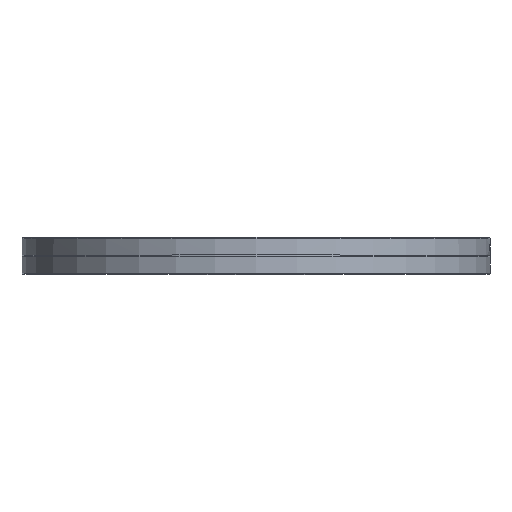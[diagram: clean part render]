
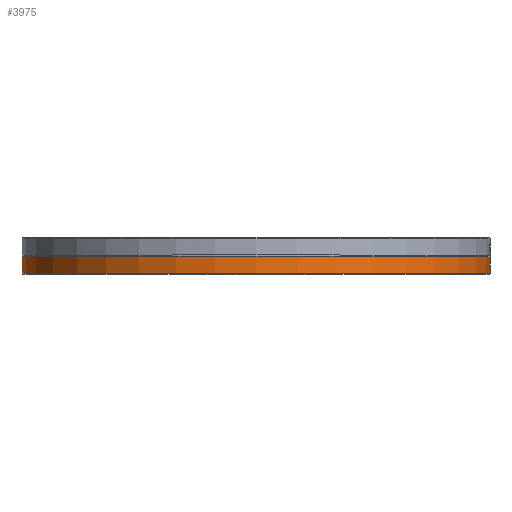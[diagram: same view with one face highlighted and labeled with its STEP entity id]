
A CAD part, top view. The second image highlights one B-rep face of the part: STEP entity #3975.
In plain terms, the highlighted cylindrical face has radius 184.15 mm (diameter 368.3 mm), a full revolution.
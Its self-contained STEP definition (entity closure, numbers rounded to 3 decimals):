
#187=CYLINDRICAL_SURFACE('',#4297,184.15);
#390=FACE_OUTER_BOUND('',#662,.T.);
#662=EDGE_LOOP('',(#2797,#2798,#2799,#2800,#2801,#2802));
#934=LINE('',#6042,#1175);
#1175=VECTOR('',#4889,184.15);
#1457=CIRCLE('',#4295,184.15);
#1458=CIRCLE('',#4296,184.15);
#1459=CIRCLE('',#4298,184.15);
#1460=CIRCLE('',#4299,184.15);
#1716=VERTEX_POINT('',#6032);
#1717=VERTEX_POINT('',#6033);
#1718=VERTEX_POINT('',#6038);
#1719=VERTEX_POINT('',#6039);
#2128=EDGE_CURVE('',#1716,#1717,#1457,.T.);
#2129=EDGE_CURVE('',#1717,#1716,#1458,.T.);
#2131=EDGE_CURVE('',#1718,#1719,#1459,.T.);
#2132=EDGE_CURVE('',#1719,#1718,#1460,.T.);
#2133=EDGE_CURVE('',#1719,#1717,#934,.T.);
#2797=ORIENTED_EDGE('',*,*,#2131,.F.);
#2798=ORIENTED_EDGE('',*,*,#2132,.F.);
#2799=ORIENTED_EDGE('',*,*,#2133,.T.);
#2800=ORIENTED_EDGE('',*,*,#2128,.F.);
#2801=ORIENTED_EDGE('',*,*,#2129,.F.);
#2802=ORIENTED_EDGE('',*,*,#2133,.F.);
#3975=ADVANCED_FACE('',(#390),#187,.T.);
#4295=AXIS2_PLACEMENT_3D('',#6034,#4878,#4879);
#4296=AXIS2_PLACEMENT_3D('',#6035,#4880,#4881);
#4297=AXIS2_PLACEMENT_3D('',#6037,#4883,#4884);
#4298=AXIS2_PLACEMENT_3D('',#6040,#4885,#4886);
#4299=AXIS2_PLACEMENT_3D('',#6041,#4887,#4888);
#4878=DIRECTION('center_axis',(0.,-1.,0.));
#4879=DIRECTION('ref_axis',(1.,0.,0.));
#4880=DIRECTION('center_axis',(0.,-1.,0.));
#4881=DIRECTION('ref_axis',(1.,0.,0.));
#4883=DIRECTION('center_axis',(0.,1.,0.));
#4884=DIRECTION('ref_axis',(-1.,0.,0.));
#4885=DIRECTION('center_axis',(0.,1.,0.));
#4886=DIRECTION('ref_axis',(1.,0.,0.));
#4887=DIRECTION('center_axis',(0.,1.,0.));
#4888=DIRECTION('ref_axis',(1.,0.,0.));
#4889=DIRECTION('',(0.,-1.,0.));
#6032=CARTESIAN_POINT('',(-184.15,0.5,0.));
#6033=CARTESIAN_POINT('',(184.15,0.5,0.));
#6034=CARTESIAN_POINT('Origin',(0.,0.5,0.));
#6035=CARTESIAN_POINT('Origin',(0.,0.5,0.));
#6037=CARTESIAN_POINT('Origin',(0.,6.881,0.));
#6038=CARTESIAN_POINT('',(0.,13.763,-184.15));
#6039=CARTESIAN_POINT('',(184.15,13.763,0.));
#6040=CARTESIAN_POINT('Origin',(0.,13.763,0.));
#6041=CARTESIAN_POINT('Origin',(0.,13.763,0.));
#6042=CARTESIAN_POINT('',(184.15,6.881,0.));
